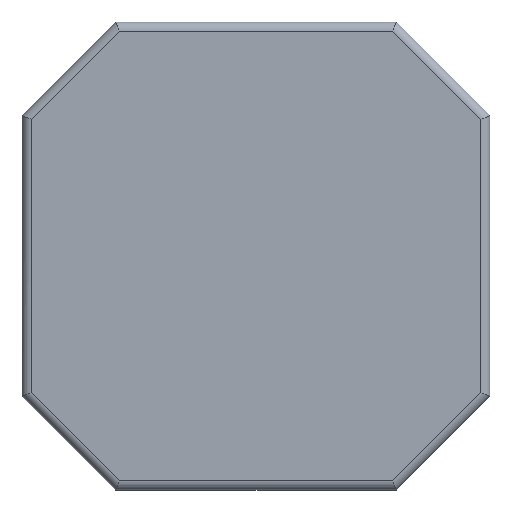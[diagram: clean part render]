
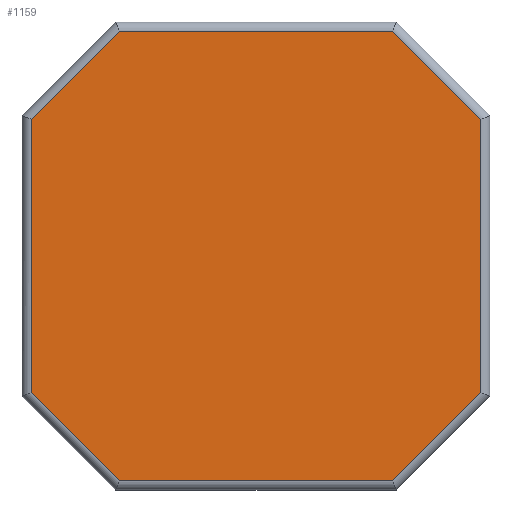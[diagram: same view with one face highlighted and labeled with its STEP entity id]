
A CAD part, front view. The second image highlights one B-rep face of the part: STEP entity #1159.
In plain terms, the highlighted planar face has unit normal (0, -1, 0).
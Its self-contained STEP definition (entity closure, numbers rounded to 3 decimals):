
#55=PLANE('',#1254);
#106=FACE_OUTER_BOUND('',#176,.T.);
#176=EDGE_LOOP('',(#836,#837,#838,#839,#840,#841,#842,#843));
#258=LINE('',#1692,#386);
#260=LINE('',#1700,#388);
#262=LINE('',#1707,#390);
#264=LINE('',#1715,#392);
#267=LINE('',#1723,#395);
#269=LINE('',#1729,#397);
#270=LINE('',#1732,#398);
#273=LINE('',#1736,#401);
#386=VECTOR('',#1346,10.);
#388=VECTOR('',#1354,10.);
#390=VECTOR('',#1360,10.);
#392=VECTOR('',#1368,10.);
#395=VECTOR('',#1375,10.);
#397=VECTOR('',#1381,10.);
#398=VECTOR('',#1386,10.);
#401=VECTOR('',#1391,10.);
#514=VERTEX_POINT('',#1690);
#515=VERTEX_POINT('',#1691);
#518=VERTEX_POINT('',#1699);
#520=VERTEX_POINT('',#1705);
#521=VERTEX_POINT('',#1706);
#524=VERTEX_POINT('',#1714);
#527=VERTEX_POINT('',#1722);
#529=VERTEX_POINT('',#1728);
#622=EDGE_CURVE('',#514,#515,#258,.T.);
#626=EDGE_CURVE('',#515,#518,#260,.T.);
#629=EDGE_CURVE('',#520,#521,#262,.T.);
#633=EDGE_CURVE('',#521,#524,#264,.T.);
#637=EDGE_CURVE('',#524,#527,#267,.T.);
#640=EDGE_CURVE('',#527,#529,#269,.T.);
#642=EDGE_CURVE('',#518,#520,#270,.T.);
#645=EDGE_CURVE('',#529,#514,#273,.T.);
#836=ORIENTED_EDGE('',*,*,#629,.F.);
#837=ORIENTED_EDGE('',*,*,#642,.F.);
#838=ORIENTED_EDGE('',*,*,#626,.F.);
#839=ORIENTED_EDGE('',*,*,#622,.F.);
#840=ORIENTED_EDGE('',*,*,#645,.F.);
#841=ORIENTED_EDGE('',*,*,#640,.F.);
#842=ORIENTED_EDGE('',*,*,#637,.F.);
#843=ORIENTED_EDGE('',*,*,#633,.F.);
#1159=ADVANCED_FACE('',(#106),#55,.F.);
#1254=AXIS2_PLACEMENT_3D('',#1755,#1409,#1410);
#1346=DIRECTION('',(-1.,0.,0.));
#1354=DIRECTION('',(-0.707,0.,0.707));
#1360=DIRECTION('',(0.707,0.,0.707));
#1368=DIRECTION('',(1.,0.,0.));
#1375=DIRECTION('',(0.707,0.,-0.707));
#1381=DIRECTION('',(0.,0.,-1.));
#1386=DIRECTION('',(0.,0.,1.));
#1391=DIRECTION('',(-0.707,0.,-0.707));
#1409=DIRECTION('center_axis',(0.,1.,0.));
#1410=DIRECTION('ref_axis',(1.,0.,0.));
#1690=CARTESIAN_POINT('',(15.309,0.,-23.129));
#1691=CARTESIAN_POINT('',(-13.863,0.,-23.129));
#1692=CARTESIAN_POINT('',(8.223,0.,-23.129));
#1699=CARTESIAN_POINT('',(-23.277,0.,-13.715));
#1700=CARTESIAN_POINT('',(-16.07,0.,-20.922));
#1705=CARTESIAN_POINT('',(-23.277,0.,15.457));
#1706=CARTESIAN_POINT('',(-13.863,0.,24.871));
#1707=CARTESIAN_POINT('',(-21.07,0.,17.664));
#1714=CARTESIAN_POINT('',(15.309,0.,24.871));
#1715=CARTESIAN_POINT('',(-6.777,0.,24.871));
#1722=CARTESIAN_POINT('',(24.723,0.,15.457));
#1723=CARTESIAN_POINT('',(17.516,0.,22.664));
#1728=CARTESIAN_POINT('',(24.723,0.,-13.715));
#1729=CARTESIAN_POINT('',(24.723,0.,8.371));
#1732=CARTESIAN_POINT('',(-23.277,0.,-6.629));
#1736=CARTESIAN_POINT('',(22.516,0.,-15.922));
#1755=CARTESIAN_POINT('Origin',(0.723,0.,0.871));
